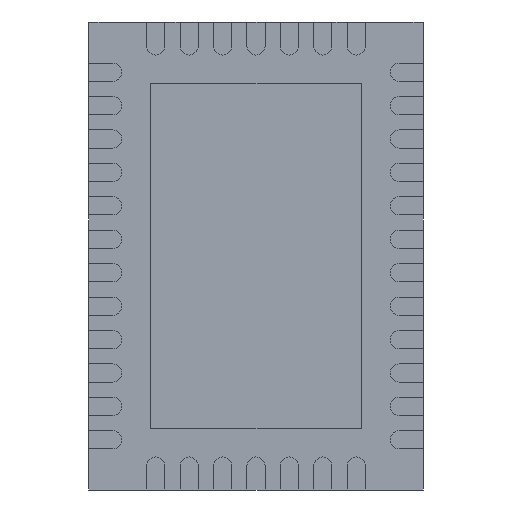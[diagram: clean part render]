
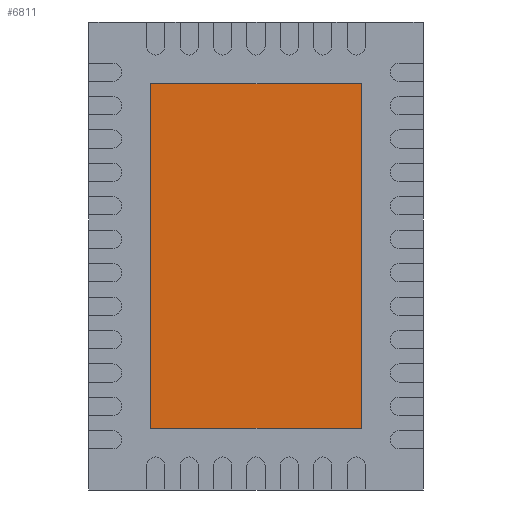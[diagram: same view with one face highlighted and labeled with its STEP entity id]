
A CAD part, front view. The second image highlights one B-rep face of the part: STEP entity #6811.
In plain terms, the highlighted planar face has unit normal (0, -1, 0).
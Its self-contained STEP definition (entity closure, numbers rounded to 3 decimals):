
#6692 = VERTEX_POINT('',#6693);
#6693 = CARTESIAN_POINT('',(1.575,0.,-2.575));
#6710 = VERTEX_POINT('',#6711);
#6711 = CARTESIAN_POINT('',(1.575,0.,2.575));
#6717 = EDGE_CURVE('',#6692,#6710,#6718,.T.);
#6718 = LINE('',#6719,#6720);
#6719 = CARTESIAN_POINT('',(1.575,0.,-2.575));
#6720 = VECTOR('',#6721,1.);
#6721 = DIRECTION('',(0.,0.,1.));
#6741 = VERTEX_POINT('',#6742);
#6742 = CARTESIAN_POINT('',(-1.575,0.,2.575));
#6748 = EDGE_CURVE('',#6710,#6741,#6749,.T.);
#6749 = LINE('',#6750,#6751);
#6750 = CARTESIAN_POINT('',(1.575,0.,2.575));
#6751 = VECTOR('',#6752,1.);
#6752 = DIRECTION('',(-1.,0.,0.));
#6772 = VERTEX_POINT('',#6773);
#6773 = CARTESIAN_POINT('',(-1.575,0.,-2.575));
#6779 = EDGE_CURVE('',#6741,#6772,#6780,.T.);
#6780 = LINE('',#6781,#6782);
#6781 = CARTESIAN_POINT('',(-1.575,0.,2.575));
#6782 = VECTOR('',#6783,1.);
#6783 = DIRECTION('',(0.,0.,-1.));
#6801 = EDGE_CURVE('',#6772,#6692,#6802,.T.);
#6802 = LINE('',#6803,#6804);
#6803 = CARTESIAN_POINT('',(-1.575,0.,-2.575));
#6804 = VECTOR('',#6805,1.);
#6805 = DIRECTION('',(1.,0.,0.));
#6811 = ADVANCED_FACE('',(#6812),#6818,.F.);
#6812 = FACE_BOUND('',#6813,.T.);
#6813 = EDGE_LOOP('',(#6814,#6815,#6816,#6817));
#6814 = ORIENTED_EDGE('',*,*,#6717,.T.);
#6815 = ORIENTED_EDGE('',*,*,#6748,.T.);
#6816 = ORIENTED_EDGE('',*,*,#6779,.T.);
#6817 = ORIENTED_EDGE('',*,*,#6801,.T.);
#6818 = PLANE('',#6819);
#6819 = AXIS2_PLACEMENT_3D('',#6820,#6821,#6822);
#6820 = CARTESIAN_POINT('',(0.,0.,0.)
  );
#6821 = DIRECTION('',(0.,1.,0.));
#6822 = DIRECTION('',(0.,0.,1.));
